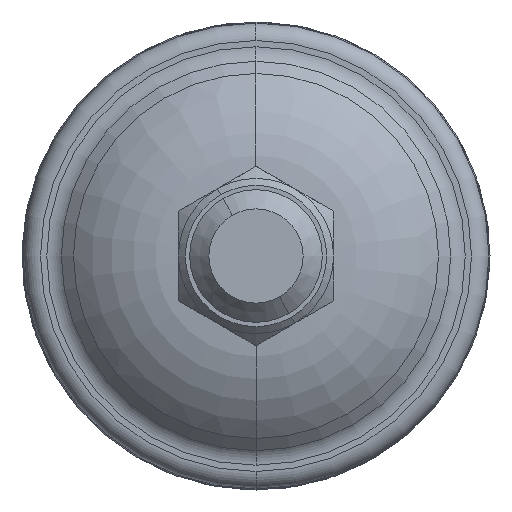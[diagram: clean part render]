
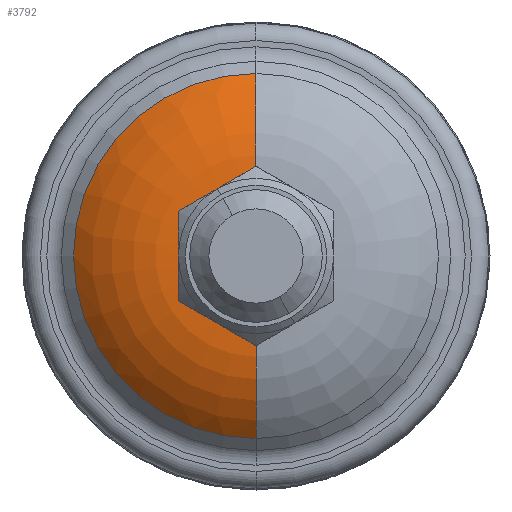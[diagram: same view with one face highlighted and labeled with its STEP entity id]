
A CAD part, left-side view. The second image highlights one B-rep face of the part: STEP entity #3792.
In plain terms, the highlighted toroidal (fillet/blend) face has major radius 10.84 mm and minor radius 22 mm.
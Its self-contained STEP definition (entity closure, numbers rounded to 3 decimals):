
#51 = CIRCLE ( 'NONE', #2216, 26.123 ) ;
#114 = AXIS2_PLACEMENT_3D ( 'NONE', #1286, #3252, #703 ) ;
#142 = VERTEX_POINT ( 'NONE', #3641 ) ;
#198 = CARTESIAN_POINT ( 'NONE',  ( -10.298, 0., 11.116 ) ) ;
#290 = TOROIDAL_SURFACE ( 'NONE', #3008, 10.84, 22. ) ;
#621 = FACE_OUTER_BOUND ( 'NONE', #2513, .T. ) ;
#627 = VERTEX_POINT ( 'NONE', #1525 ) ;
#703 = DIRECTION ( 'NONE',  ( 0., 0., 1. ) ) ;
#819 = CIRCLE ( 'NONE', #2608, 11.116 ) ;
#853 = EDGE_CURVE ( 'NONE', #3724, #142, #819, .T. ) ;
#893 = DIRECTION ( 'NONE',  ( 0., 0., -1. ) ) ;
#1058 = DIRECTION ( 'NONE',  ( 0., 0., -1. ) ) ;
#1286 = CARTESIAN_POINT ( 'NONE',  ( 11.7, 0., 10.84 ) ) ;
#1340 = DIRECTION ( 'NONE',  ( 0., -1., 0. ) ) ;
#1427 = CARTESIAN_POINT ( 'NONE',  ( -10.298, 0., 0. ) ) ;
#1525 = CARTESIAN_POINT ( 'NONE',  ( -4.125, 0., 26.123 ) ) ;
#1541 = AXIS2_PLACEMENT_3D ( 'NONE', #3087, #1340, #3070 ) ;
#1619 = DIRECTION ( 'NONE',  ( 1., 0., 0. ) ) ;
#1741 = ORIENTED_EDGE ( 'NONE', *, *, #2016, .T. ) ;
#1776 = ORIENTED_EDGE ( 'NONE', *, *, #2088, .F. ) ;
#1967 = CARTESIAN_POINT ( 'NONE',  ( -4.125, 0., 0. ) ) ;
#1974 = CIRCLE ( 'NONE', #114, 22. ) ;
#2016 = EDGE_CURVE ( 'NONE', #3724, #627, #1974, .T. ) ;
#2088 = EDGE_CURVE ( 'NONE', #142, #3276, #3378, .T. ) ;
#2132 = EDGE_CURVE ( 'NONE', #3276, #627, #51, .T. ) ;
#2216 = AXIS2_PLACEMENT_3D ( 'NONE', #1967, #1619, #1058 ) ;
#2513 = EDGE_LOOP ( 'NONE', ( #3355, #1741, #2812, #1776 ) ) ;
#2608 = AXIS2_PLACEMENT_3D ( 'NONE', #1427, #3498, #3753 ) ;
#2812 = ORIENTED_EDGE ( 'NONE', *, *, #2132, .F. ) ;
#2966 = DIRECTION ( 'NONE',  ( 1., 0., 0. ) ) ;
#3008 = AXIS2_PLACEMENT_3D ( 'NONE', #3240, #2966, #893 ) ;
#3070 = DIRECTION ( 'NONE',  ( 0., 0., -1. ) ) ;
#3087 = CARTESIAN_POINT ( 'NONE',  ( 11.7, 0., -10.84 ) ) ;
#3240 = CARTESIAN_POINT ( 'NONE',  ( 11.7, 0., 0. ) ) ;
#3252 = DIRECTION ( 'NONE',  ( 0., 1., 0. ) ) ;
#3276 = VERTEX_POINT ( 'NONE', #3354 ) ;
#3354 = CARTESIAN_POINT ( 'NONE',  ( -4.125, 0., -26.123 ) ) ;
#3355 = ORIENTED_EDGE ( 'NONE', *, *, #853, .F. ) ;
#3378 = CIRCLE ( 'NONE', #1541, 22. ) ;
#3498 = DIRECTION ( 'NONE',  ( -1., 0., 0. ) ) ;
#3641 = CARTESIAN_POINT ( 'NONE',  ( -10.298, 0., -11.116 ) ) ;
#3724 = VERTEX_POINT ( 'NONE', #198 ) ;
#3753 = DIRECTION ( 'NONE',  ( 0., 0., -1. ) ) ;
#3792 = ADVANCED_FACE ( 'NONE', ( #621 ), #290, .T. ) ;
